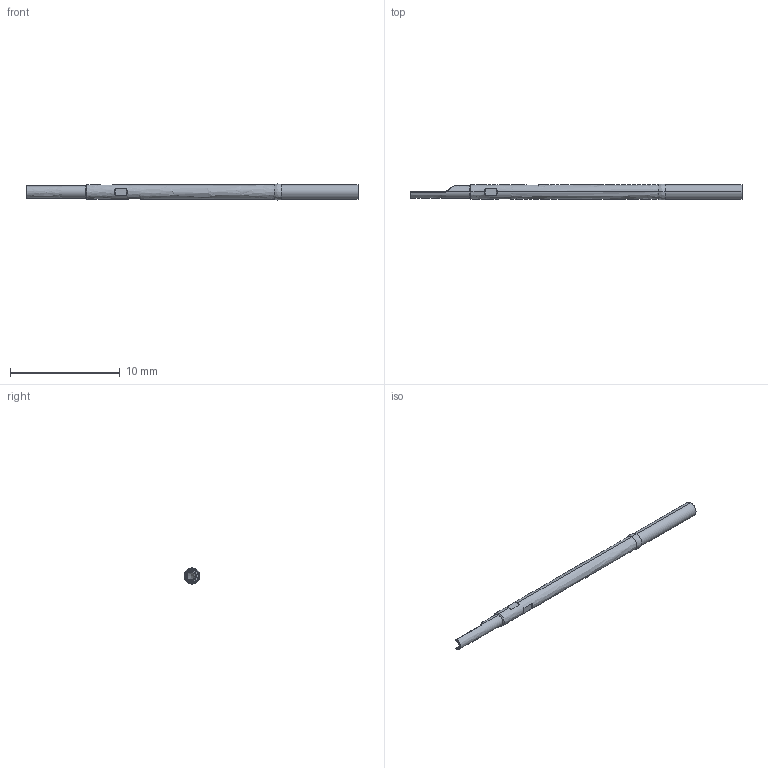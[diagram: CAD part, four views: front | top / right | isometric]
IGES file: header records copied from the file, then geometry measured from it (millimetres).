
Start section: SolidWorks IGES file using analytic representation for surfaces
Global section: file name: LTR-1W-1.IGS; native system: SolidWorks 2006 by SolidWorks Corporation; preprocessor: SolidWorks 2006 by SolidWorks Corporation; author: tsakatani; date: 080111.084555; units: inch
Bounding box: 30.23 x 1.46 x 1.47 mm (x, y, z)
Surface area: 123 mm2 (no closed solid volume)
Topology: 0 solids, 0 shells, 52 faces, 432 edges, 426 vertices
Faces by surface type: bspline 39, revolution 13
